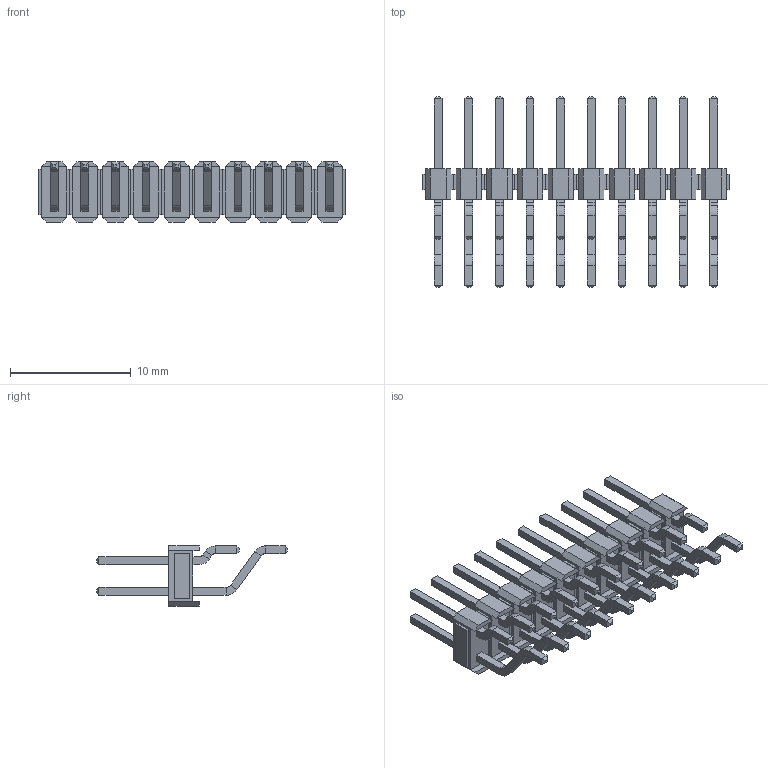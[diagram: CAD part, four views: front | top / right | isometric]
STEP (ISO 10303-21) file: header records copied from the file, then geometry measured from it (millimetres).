
FILE_DESCRIPTION (( 'STEP AP214' ), '1' );
FILE_NAME ('PLDR_SMD-20.STEP', '2019-06-30T11:56:58', ( '' ), ( '' ), 'SwSTEP 2.0', 'SolidWorks 2018', '' );
FILE_SCHEMA (( 'AUTOMOTIVE_DESIGN' ));
Length unit declared in the file: millimetre
Products named in the file (1): PLDR_SMD-20
Bounding box: 25.4 x 15.84 x 5 mm (x, y, z)
Volume: 336.3 mm3; surface area: 1205.9 mm2
Topology: 10 solids, 10 shells, 880 faces, 1960 edges, 1160 vertices
Faces by surface type: plane 780, cylinder 60, bspline 40
Entity records: 34699 total; most frequent: CARTESIAN_POINT 5661, ORIENTED_EDGE 3920, DIRECTION 3782, EDGE_CURVE 1960, VECTOR 1780, LINE 1780, VERTEX_POINT 1160, AXIS2_PLACEMENT_3D 1001
